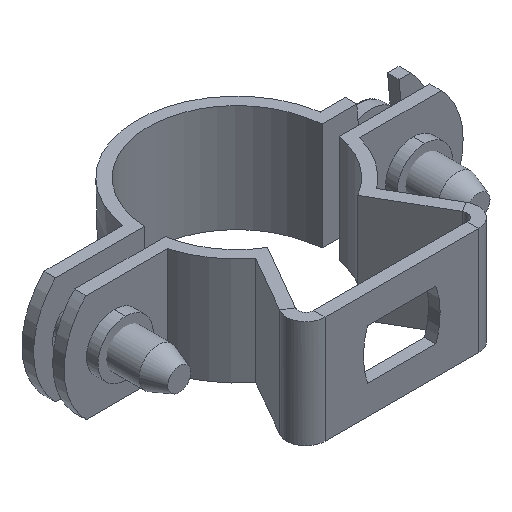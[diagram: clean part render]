
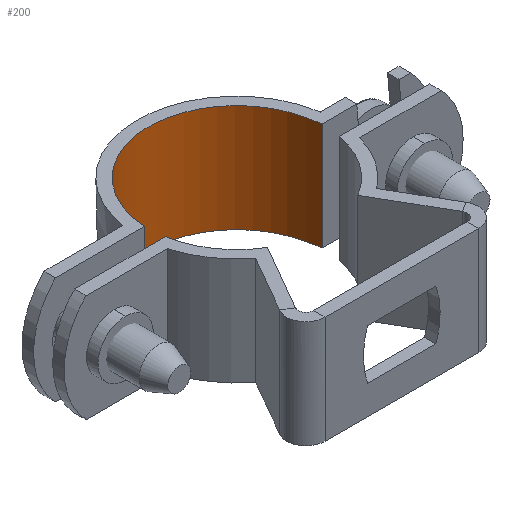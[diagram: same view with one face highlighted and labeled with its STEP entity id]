
A CAD part, isometric view. The second image highlights one B-rep face of the part: STEP entity #200.
In plain terms, the highlighted free-form (B-spline) face has degree [1, 2] with [2, 9] control points.
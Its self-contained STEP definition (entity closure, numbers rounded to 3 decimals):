
#200=ADVANCED_FACE('',(#447),#3967,.T.);
#447=FACE_OUTER_BOUND('',#696,.T.);
#696=EDGE_LOOP('',(#1313,#1314,#1315,#1316));
#1313=ORIENTED_EDGE('',*,*,#2404,.F.);
#1314=ORIENTED_EDGE('',*,*,#2403,.F.);
#1315=ORIENTED_EDGE('',*,*,#2406,.T.);
#1316=ORIENTED_EDGE('',*,*,#2405,.F.);
#2403=EDGE_CURVE('',#3647,#3660,#3413,.T.);
#2404=EDGE_CURVE('',#3660,#3659,#3414,.T.);
#2405=EDGE_CURVE('',#3659,#3646,#2960,.T.);
#2406=EDGE_CURVE('',#3647,#3646,#3415,.T.);
#2960=B_SPLINE_CURVE_WITH_KNOTS('',1,(#10895,#10896),.UNSPECIFIED.,.F.,
 .F.,(2,2),(-18.401,-4.401),.UNSPECIFIED.);
#3413=(
BOUNDED_CURVE()
B_SPLINE_CURVE(1,(#10884,#10885),.UNSPECIFIED.,.F.,.F.)
B_SPLINE_CURVE_WITH_KNOTS((2,2),(-15.401,-1.401),.UNSPECIFIED.)
CURVE()
GEOMETRIC_REPRESENTATION_ITEM()
RATIONAL_B_SPLINE_CURVE((1.,1.))
REPRESENTATION_ITEM('')
);
#3414=(
BOUNDED_CURVE()
B_SPLINE_CURVE(2,(#10886,#10887,#10888,#10889,#10890,#10891,#10892,#10893,
#10894),.UNSPECIFIED.,.F.,.F.)
B_SPLINE_CURVE_WITH_KNOTS((3,2,2,2,3),(-31.104,-16.112,
-2.774,-1.395,-1.06),.UNSPECIFIED.)
CURVE()
GEOMETRIC_REPRESENTATION_ITEM()
RATIONAL_B_SPLINE_CURVE((1.,0.722,1.,0.747,0.931,
0.949,0.968,0.984,1.))
REPRESENTATION_ITEM('')
);
#3415=(
BOUNDED_CURVE()
B_SPLINE_CURVE(2,(#10897,#10898,#10899,#10900,#10901,#10902,#10903,#10904,
#10905),.UNSPECIFIED.,.F.,.F.)
B_SPLINE_CURVE_WITH_KNOTS((3,2,2,2,3),(-31.104,-16.112,
-2.774,-1.395,-1.06),.UNSPECIFIED.)
CURVE()
GEOMETRIC_REPRESENTATION_ITEM()
RATIONAL_B_SPLINE_CURVE((1.,0.722,1.,0.747,0.931,
0.949,0.968,0.984,1.))
REPRESENTATION_ITEM('')
);
#3646=VERTEX_POINT('',#10659);
#3647=VERTEX_POINT('',#10660);
#3659=VERTEX_POINT('',#10672);
#3660=VERTEX_POINT('',#10673);
#3967=(
BOUNDED_SURFACE()
B_SPLINE_SURFACE(1,2,((#6201,#6202,#6203,#6204,#6205,#6206,#6207,#6208,
#6209),(#6210,#6211,#6212,#6213,#6214,#6215,#6216,#6217,#6218)),
 .UNSPECIFIED.,.F.,.F.,.F.)
B_SPLINE_SURFACE_WITH_KNOTS((2,2),(3,2,2,2,3),(0.,16.802),(0.,22.169,
41.29,43.267,45.267),.UNSPECIFIED.)
GEOMETRIC_REPRESENTATION_ITEM()
RATIONAL_B_SPLINE_SURFACE(((1.,0.707,1.,0.747,0.931,
0.949,0.968,0.988,1.007),(1.,
0.707,1.,0.747,0.931,0.949,
0.968,0.988,1.007)))
REPRESENTATION_ITEM('')
SURFACE()
);
#6201=CARTESIAN_POINT('',(-11.5,21.5,1.401));
#6202=CARTESIAN_POINT('',(-11.5,33.,1.401));
#6203=CARTESIAN_POINT('',(0.,33.,1.401));
#6204=CARTESIAN_POINT('',(9.384,33.,1.401));
#6205=CARTESIAN_POINT('',(11.266,23.806,1.401));
#6206=CARTESIAN_POINT('',(11.42,23.058,1.401));
#6207=CARTESIAN_POINT('',(11.567,22.339,1.401));
#6208=CARTESIAN_POINT('',(11.71,21.64,1.401));
#6209=CARTESIAN_POINT('',(11.848,20.967,1.401));
#6210=CARTESIAN_POINT('',(-11.5,21.5,-15.401));
#6211=CARTESIAN_POINT('',(-11.5,33.,-15.401));
#6212=CARTESIAN_POINT('',(0.,33.,-15.401));
#6213=CARTESIAN_POINT('',(9.384,33.,-15.401));
#6214=CARTESIAN_POINT('',(11.266,23.806,-15.401));
#6215=CARTESIAN_POINT('',(11.42,23.058,-15.401));
#6216=CARTESIAN_POINT('',(11.567,22.339,-15.401));
#6217=CARTESIAN_POINT('',(11.71,21.64,-15.401));
#6218=CARTESIAN_POINT('',(11.848,20.967,-15.401));
#10659=CARTESIAN_POINT('',(11.636,22.,-14.));
#10660=CARTESIAN_POINT('',(-11.489,22.,-14.));
#10672=CARTESIAN_POINT('',(11.636,22.,0.));
#10673=CARTESIAN_POINT('',(-11.489,22.,0.));
#10884=CARTESIAN_POINT('',(-11.489,22.,-14.));
#10885=CARTESIAN_POINT('',(-11.489,22.,0.));
#10886=CARTESIAN_POINT('',(-11.489,22.,0.));
#10887=CARTESIAN_POINT('',(-11.01,33.,0.));
#10888=CARTESIAN_POINT('',(0.,33.,0.));
#10889=CARTESIAN_POINT('',(9.384,33.,0.));
#10890=CARTESIAN_POINT('',(11.266,23.806,0.));
#10891=CARTESIAN_POINT('',(11.42,23.058,0.));
#10892=CARTESIAN_POINT('',(11.567,22.339,0.));
#10893=CARTESIAN_POINT('',(11.602,22.169,0.));
#10894=CARTESIAN_POINT('',(11.636,22.,0.));
#10895=CARTESIAN_POINT('',(11.636,22.,0.));
#10896=CARTESIAN_POINT('',(11.636,22.,-14.));
#10897=CARTESIAN_POINT('',(-11.489,22.,-14.));
#10898=CARTESIAN_POINT('',(-11.01,33.,-14.));
#10899=CARTESIAN_POINT('',(0.,33.,-14.));
#10900=CARTESIAN_POINT('',(9.384,33.,-14.));
#10901=CARTESIAN_POINT('',(11.266,23.806,-14.));
#10902=CARTESIAN_POINT('',(11.42,23.058,-14.));
#10903=CARTESIAN_POINT('',(11.567,22.339,-14.));
#10904=CARTESIAN_POINT('',(11.602,22.169,-14.));
#10905=CARTESIAN_POINT('',(11.636,22.,-14.));
